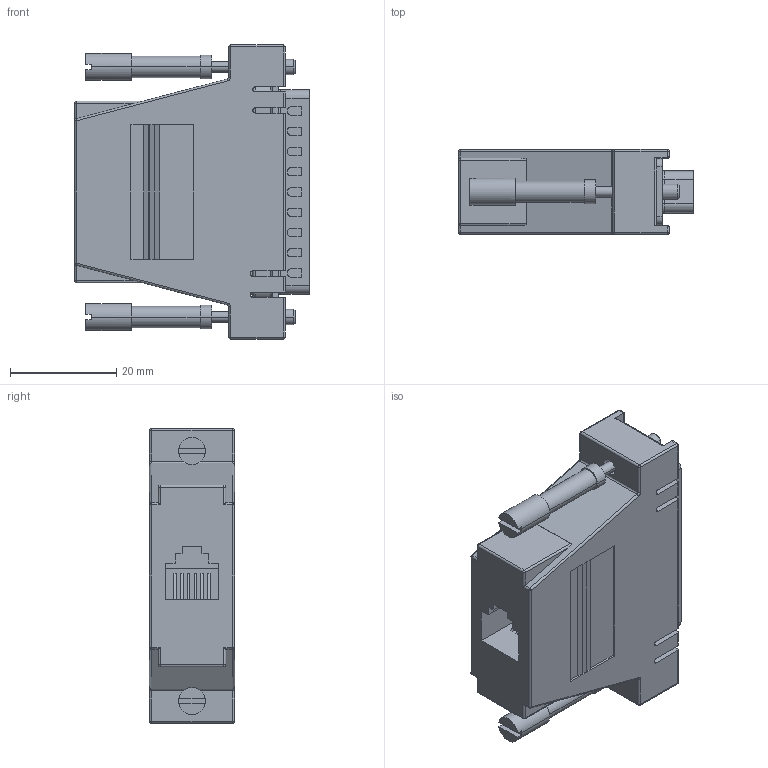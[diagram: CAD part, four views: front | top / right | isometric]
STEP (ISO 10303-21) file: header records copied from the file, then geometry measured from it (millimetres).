
FILE_DESCRIPTION (( 'STEP AP203' ), '1' );
FILE_NAME ('RA256M.STEP', '2006-06-30T18:51:01', ( ' ' ), ( ' ' ), 'SwSTEP 2.0', 'SolidWorks 2005354', '' );
FILE_SCHEMA (( 'CONFIG_CONTROL_DESIGN' ));
Length unit declared in the file: inch
Products named in the file (6): RA256M; C&P25M; CRIMP&POKE M; 3AA07-033_CSMN9 Screw
Assembly tree (30 placements, depth 3):
  RA256M
    3AA07-033_CSMN9 Screw  x2
    RA256M
    C&P25M
      CRIMP&POKE M  x25
      C&P25M
Bounding box: 44.17 x 16 x 55.37 mm (x, y, z)
Volume: 16949.4 mm3; surface area: 16781.9 mm2
Topology: 29 solids, 29 shells, 1245 faces, 2911 edges, 1848 vertices
Faces by surface type: cylinder 576, plane 536, cone 54, sphere 41, torus 24, bspline 14
Entity records: 27134 total; most frequent: CARTESIAN_POINT 5651, DIRECTION 4330, ORIENTED_EDGE 4062, EDGE_CURVE 2031, AXIS2_PLACEMENT_3D 1508, VECTOR 1314, LINE 1314, VERTEX_POINT 1313
